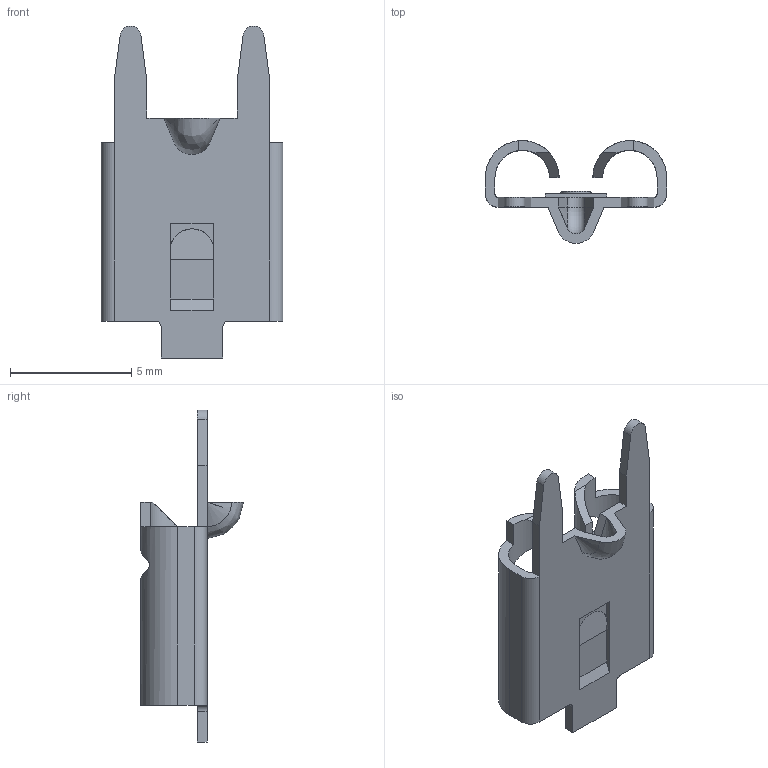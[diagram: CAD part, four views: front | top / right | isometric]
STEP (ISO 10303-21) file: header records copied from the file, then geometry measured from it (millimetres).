
FILE_DESCRIPTION((''),'2;1');
FILE_NAME('C-1217080-1','2013-06-28T',('workeradm'),('Tyco Electronics Ltd.'),'PRO/ENGINEER BY PARAMETRIC TECHNOLOGY CORPORATION, 2011490','PRO/ENGINEER BY PARAMETRIC TECHNOLOGY CORPORATION, 2011490','');
FILE_SCHEMA(('AUTOMOTIVE_DESIGN { 1 0 10303 214 1 1 1 1 }'));
Length unit declared in the file: millimetre
Products named in the file (1): C-1217080-1
Bounding box: 7.49 x 4.25 x 13.71 mm (x, y, z)
Volume: 58.2 mm3; surface area: 328.7 mm2
Topology: 1 solids, 1 shells, 85 faces, 239 edges, 153 vertices
Faces by surface type: plane 55, cylinder 23, cone 5, torus 1, bspline 1
Entity records: 3417 total; most frequent: CARTESIAN_POINT 871, ORIENTED_EDGE 470, DIRECTION 404, EDGE_CURVE 235, VERTEX_POINT 153, VECTOR 152, LINE 152, AXIS2_PLACEMENT_3D 126
